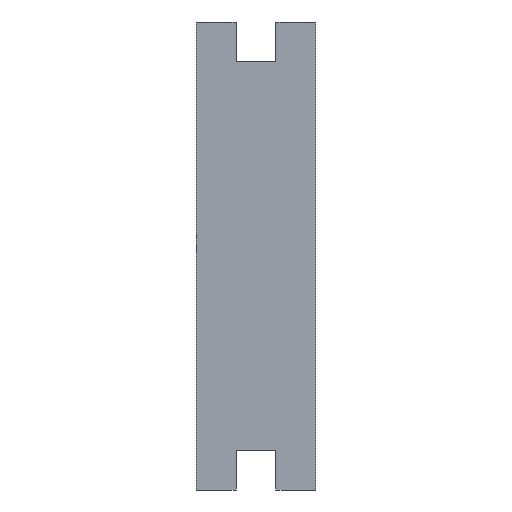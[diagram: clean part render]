
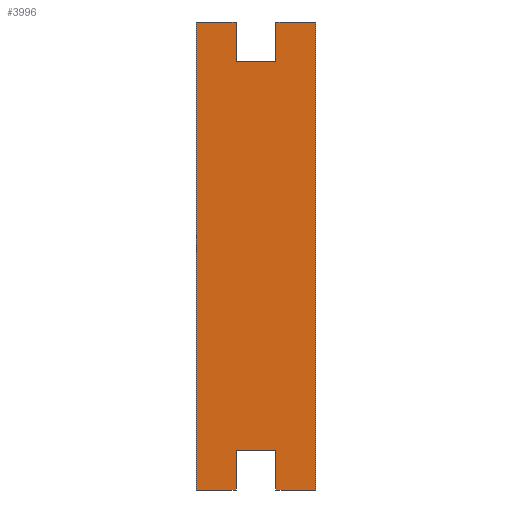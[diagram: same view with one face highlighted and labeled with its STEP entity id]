
A CAD part, front view. The second image highlights one B-rep face of the part: STEP entity #3996.
In plain terms, the highlighted planar face has unit normal (0, -1, 0).
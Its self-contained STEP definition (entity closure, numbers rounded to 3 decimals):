
#192 = EDGE_CURVE ( 'NONE', #868, #4995, #3537, .T. ) ;
#223 = VERTEX_POINT ( 'NONE', #5182 ) ;
#224 = EDGE_CURVE ( 'NONE', #2098, #4390, #4285, .T. ) ;
#277 = DIRECTION ( 'NONE',  ( 0., 0., 1. ) ) ;
#342 = DIRECTION ( 'NONE',  ( 1., 0., 0. ) ) ;
#399 = VECTOR ( 'NONE', #342, 1000. ) ;
#405 = VECTOR ( 'NONE', #977, 1000. ) ;
#416 = EDGE_CURVE ( 'NONE', #600, #682, #879, .T. ) ;
#569 = VECTOR ( 'NONE', #4072, 1000. ) ;
#600 = VERTEX_POINT ( 'NONE', #2342 ) ;
#613 = DIRECTION ( 'NONE',  ( -1., 0., 0. ) ) ;
#682 = VERTEX_POINT ( 'NONE', #1867 ) ;
#685 = ORIENTED_EDGE ( 'NONE', *, *, #1197, .T. ) ;
#760 = EDGE_CURVE ( 'NONE', #682, #4390, #4078, .T. ) ;
#813 = VERTEX_POINT ( 'NONE', #1000 ) ;
#868 = VERTEX_POINT ( 'NONE', #5160 ) ;
#872 = CARTESIAN_POINT ( 'NONE',  ( -4., 0., 0. ) ) ;
#879 = LINE ( 'NONE', #2507, #1992 ) ;
#977 = DIRECTION ( 'NONE',  ( 0., 0., 1. ) ) ;
#1000 = CARTESIAN_POINT ( 'NONE',  ( 4., 0., 47. ) ) ;
#1009 = ORIENTED_EDGE ( 'NONE', *, *, #4751, .T. ) ;
#1016 = CARTESIAN_POINT ( 'NONE',  ( -4., 0., -39. ) ) ;
#1020 = EDGE_CURVE ( 'NONE', #3222, #868, #4734, .T. ) ;
#1030 = LINE ( 'NONE', #4263, #1103 ) ;
#1043 = VECTOR ( 'NONE', #1508, 1000. ) ;
#1103 = VECTOR ( 'NONE', #277, 1000. ) ;
#1114 = DIRECTION ( 'NONE',  ( 0., 1., 0. ) ) ;
#1197 = EDGE_CURVE ( 'NONE', #3727, #3222, #2391, .T. ) ;
#1215 = LINE ( 'NONE', #872, #4251 ) ;
#1265 = CARTESIAN_POINT ( 'NONE',  ( 0., 0., 39. ) ) ;
#1318 = CARTESIAN_POINT ( 'NONE',  ( 0., 0., 47. ) ) ;
#1508 = DIRECTION ( 'NONE',  ( 0., 0., -1. ) ) ;
#1611 = ORIENTED_EDGE ( 'NONE', *, *, #224, .T. ) ;
#1629 = VECTOR ( 'NONE', #1773, 1000. ) ;
#1737 = LINE ( 'NONE', #2127, #405 ) ;
#1773 = DIRECTION ( 'NONE',  ( 1., 0., 0. ) ) ;
#1867 = CARTESIAN_POINT ( 'NONE',  ( -12., 0., -47. ) ) ;
#1944 = CARTESIAN_POINT ( 'NONE',  ( 0., 0., -47. ) ) ;
#1945 = EDGE_CURVE ( 'NONE', #223, #3776, #4086, .T. ) ;
#1969 = VERTEX_POINT ( 'NONE', #4597 ) ;
#1992 = VECTOR ( 'NONE', #5091, 1000. ) ;
#2083 = CARTESIAN_POINT ( 'NONE',  ( 0., 0., 0. ) ) ;
#2098 = VERTEX_POINT ( 'NONE', #4073 ) ;
#2107 = AXIS2_PLACEMENT_3D ( 'NONE', #2083, #1114, #2339 ) ;
#2127 = CARTESIAN_POINT ( 'NONE',  ( 4., 0., 0. ) ) ;
#2339 = DIRECTION ( 'NONE',  ( 0., 0., 1. ) ) ;
#2342 = CARTESIAN_POINT ( 'NONE',  ( -4., 0., -47. ) ) ;
#2361 = ORIENTED_EDGE ( 'NONE', *, *, #3397, .F. ) ;
#2391 = LINE ( 'NONE', #3512, #3852 ) ;
#2487 = CARTESIAN_POINT ( 'NONE',  ( 12., 0., -47. ) ) ;
#2507 = CARTESIAN_POINT ( 'NONE',  ( 0., 0., -47. ) ) ;
#2522 = ORIENTED_EDGE ( 'NONE', *, *, #4445, .F. ) ;
#2541 = CARTESIAN_POINT ( 'NONE',  ( 4., 0., 39. ) ) ;
#2633 = DIRECTION ( 'NONE',  ( 0., 0., 1. ) ) ;
#2746 = DIRECTION ( 'NONE',  ( 1., 0., 0. ) ) ;
#2834 = CARTESIAN_POINT ( 'NONE',  ( -12., 0., 47. ) ) ;
#2890 = PLANE ( 'NONE',  #2107 ) ;
#2915 = FACE_OUTER_BOUND ( 'NONE', #3655, .T. ) ;
#3095 = VECTOR ( 'NONE', #2633, 1000. ) ;
#3222 = VERTEX_POINT ( 'NONE', #3817 ) ;
#3289 = DIRECTION ( 'NONE',  ( 0., 0., -1. ) ) ;
#3397 = EDGE_CURVE ( 'NONE', #3727, #600, #1215, .T. ) ;
#3478 = ORIENTED_EDGE ( 'NONE', *, *, #4826, .T. ) ;
#3512 = CARTESIAN_POINT ( 'NONE',  ( 0., 0., -39. ) ) ;
#3537 = LINE ( 'NONE', #1944, #4032 ) ;
#3655 = EDGE_LOOP ( 'NONE', ( #3478, #4815, #2522, #4941, #1009, #1611, #4675, #3919, #2361, #685, #4129, #3864 ) ) ;
#3727 = VERTEX_POINT ( 'NONE', #1016 ) ;
#3776 = VERTEX_POINT ( 'NONE', #2541 ) ;
#3817 = CARTESIAN_POINT ( 'NONE',  ( 4., 0., -39. ) ) ;
#3852 = VECTOR ( 'NONE', #2746, 1000. ) ;
#3864 = ORIENTED_EDGE ( 'NONE', *, *, #192, .T. ) ;
#3919 = ORIENTED_EDGE ( 'NONE', *, *, #416, .F. ) ;
#3996 = ADVANCED_FACE ( 'NONE', ( #2915 ), #2890, .F. ) ;
#4032 = VECTOR ( 'NONE', #4743, 1000. ) ;
#4047 = CARTESIAN_POINT ( 'NONE',  ( 12., 0., 0. ) ) ;
#4072 = DIRECTION ( 'NONE',  ( 0., 0., 1. ) ) ;
#4073 = CARTESIAN_POINT ( 'NONE',  ( -4., 0., 47. ) ) ;
#4078 = LINE ( 'NONE', #4593, #3095 ) ;
#4086 = LINE ( 'NONE', #1265, #399 ) ;
#4129 = ORIENTED_EDGE ( 'NONE', *, *, #1020, .T. ) ;
#4147 = EDGE_CURVE ( 'NONE', #813, #1969, #4998, .T. ) ;
#4251 = VECTOR ( 'NONE', #3289, 1000. ) ;
#4263 = CARTESIAN_POINT ( 'NONE',  ( -4., 0., 0. ) ) ;
#4285 = LINE ( 'NONE', #4377, #4810 ) ;
#4364 = CARTESIAN_POINT ( 'NONE',  ( 4., 0., 0. ) ) ;
#4377 = CARTESIAN_POINT ( 'NONE',  ( 0., 0., 47. ) ) ;
#4390 = VERTEX_POINT ( 'NONE', #2834 ) ;
#4445 = EDGE_CURVE ( 'NONE', #3776, #813, #1737, .T. ) ;
#4593 = CARTESIAN_POINT ( 'NONE',  ( -12., 0., 0. ) ) ;
#4597 = CARTESIAN_POINT ( 'NONE',  ( 12., 0., 47. ) ) ;
#4665 = LINE ( 'NONE', #4047, #569 ) ;
#4675 = ORIENTED_EDGE ( 'NONE', *, *, #760, .F. ) ;
#4734 = LINE ( 'NONE', #4364, #1043 ) ;
#4743 = DIRECTION ( 'NONE',  ( 1., 0., 0. ) ) ;
#4751 = EDGE_CURVE ( 'NONE', #223, #2098, #1030, .T. ) ;
#4810 = VECTOR ( 'NONE', #613, 1000. ) ;
#4815 = ORIENTED_EDGE ( 'NONE', *, *, #4147, .F. ) ;
#4826 = EDGE_CURVE ( 'NONE', #4995, #1969, #4665, .T. ) ;
#4941 = ORIENTED_EDGE ( 'NONE', *, *, #1945, .F. ) ;
#4995 = VERTEX_POINT ( 'NONE', #2487 ) ;
#4998 = LINE ( 'NONE', #1318, #1629 ) ;
#5091 = DIRECTION ( 'NONE',  ( -1., 0., 0. ) ) ;
#5160 = CARTESIAN_POINT ( 'NONE',  ( 4., 0., -47. ) ) ;
#5182 = CARTESIAN_POINT ( 'NONE',  ( -4., 0., 39. ) ) ;
